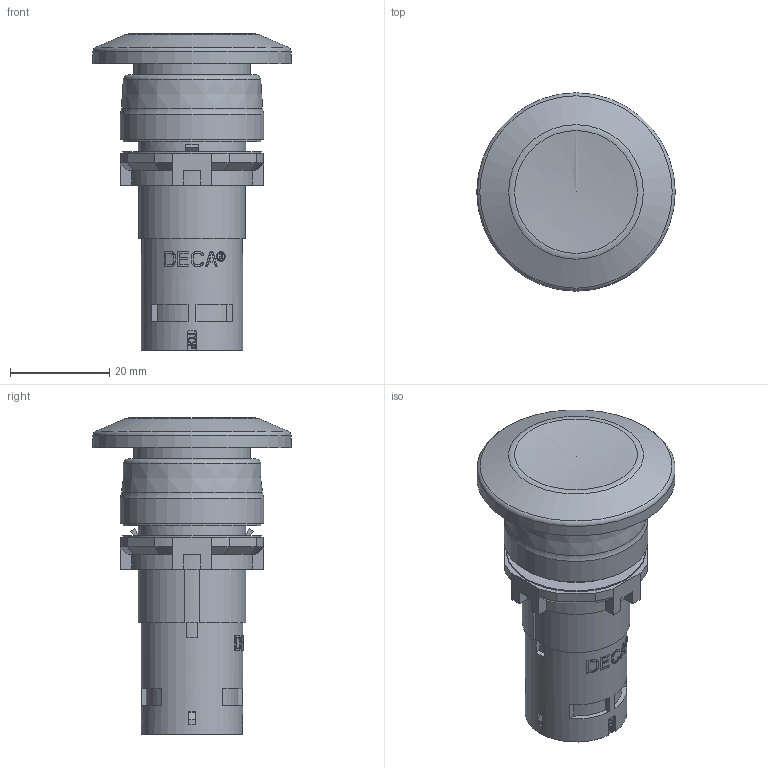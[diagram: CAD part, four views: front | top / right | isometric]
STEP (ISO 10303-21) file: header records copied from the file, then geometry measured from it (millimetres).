
FILE_DESCRIPTION( ( 'STEP AP214' ), '1' );
FILE_NAME( 'C24L-M4E01Qxx-Solid3D-20191201.stp', '2020-02-12T01:02:12', ( ' ' ), ( ' ' ), 'XStep 1.0', ' ', ' ' );
FILE_SCHEMA( ( 'CONFIG_CONTROL_DESIGN) ( )' ) );
Length unit declared in the file: metre
Products named in the file (1): C22E01QxP-20200211(NC)_
Bounding box: 40 x 40 x 63.79 mm (x, y, z)
Volume: 31482.6 mm3; surface area: 8901.1 mm2
Topology: 1 solids, 2 shells, 516 faces, 1374 edges, 910 vertices
Faces by surface type: plane 376, cylinder 83, extrusion 33, cone 12, bspline 7, torus 5
Full cylindrical faces by diameter (mm): 20.5 x1, 21.72 x1, 23.6 x1, 24 x1, 27.8 x1, 28 x1, 29 x1, 40 x1
Entity records: 16586 total; most frequent: CARTESIAN_POINT 3791, ORIENTED_EDGE 2694, DIRECTION 2509, EDGE_CURVE 1347, VERTEX_POINT 902, VECTOR 843, AXIS2_PLACEMENT_3D 833, LINE 810
